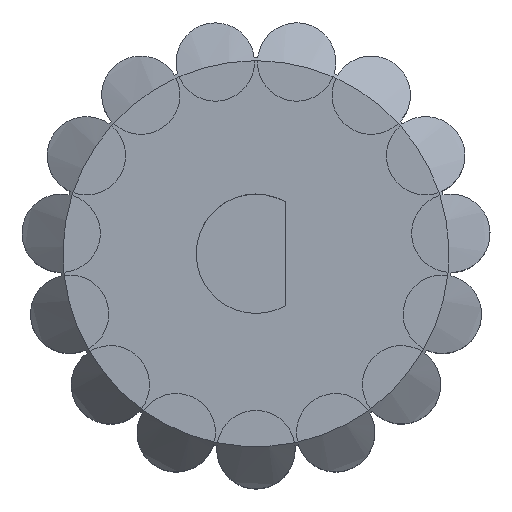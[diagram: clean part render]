
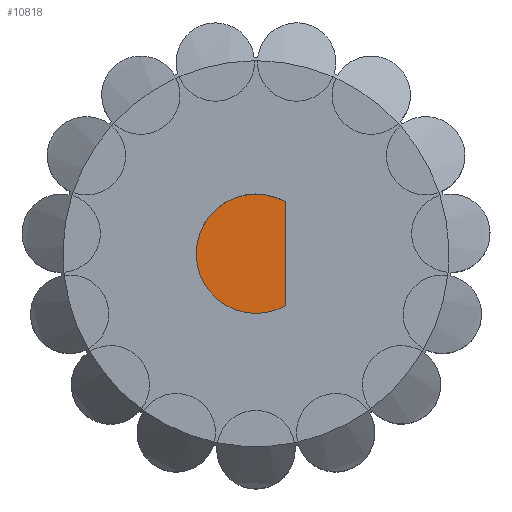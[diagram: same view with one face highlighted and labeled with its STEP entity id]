
A CAD part, top view. The second image highlights one B-rep face of the part: STEP entity #10818.
In plain terms, the highlighted planar face has unit normal (0, 0, 1).
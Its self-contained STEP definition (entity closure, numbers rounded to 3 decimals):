
#1017 = CYLINDRICAL_SURFACE('',#1018,3.05);
#1018 = AXIS2_PLACEMENT_3D('',#1019,#1020,#1021);
#1019 = CARTESIAN_POINT('',(0.,0.,0.));
#1020 = DIRECTION('',(-0.,-0.,-1.));
#1021 = DIRECTION('',(1.,0.,0.));
#1043 = PLANE('',#1044);
#1044 = AXIS2_PLACEMENT_3D('',#1045,#1046,#1047);
#1045 = CARTESIAN_POINT('',(1.5,2.656,0.));
#1046 = DIRECTION('',(1.,0.,0.));
#1047 = DIRECTION('',(0.,-1.,0.));
#5253 = VERTEX_POINT('',#5254);
#5254 = CARTESIAN_POINT('',(1.5,2.656,0.));
#5277 = VERTEX_POINT('',#5278);
#5278 = CARTESIAN_POINT('',(1.5,-2.656,0.));
#5299 = EDGE_CURVE('',#5253,#5277,#5300,.T.);
#5300 = SURFACE_CURVE('',#5301,(#5306,#5313),.PCURVE_S1.);
#5301 = CIRCLE('',#5302,3.05);
#5302 = AXIS2_PLACEMENT_3D('',#5303,#5304,#5305);
#5303 = CARTESIAN_POINT('',(0.,0.,0.));
#5304 = DIRECTION('',(0.,0.,1.));
#5305 = DIRECTION('',(1.,0.,0.));
#5306 = PCURVE('',#1017,#5307);
#5307 = DEFINITIONAL_REPRESENTATION('',(#5308),#5312);
#5308 = LINE('',#5309,#5310);
#5309 = CARTESIAN_POINT('',(-0.,0.));
#5310 = VECTOR('',#5311,1.);
#5311 = DIRECTION('',(-1.,0.));
#5312 = ( GEOMETRIC_REPRESENTATION_CONTEXT(2) 
PARAMETRIC_REPRESENTATION_CONTEXT() REPRESENTATION_CONTEXT('2D SPACE',''
  ) );
#5313 = PCURVE('',#5314,#5319);
#5314 = PLANE('',#5315);
#5315 = AXIS2_PLACEMENT_3D('',#5316,#5317,#5318);
#5316 = CARTESIAN_POINT('',(0.,0.,0.));
#5317 = DIRECTION('',(0.,0.,1.));
#5318 = DIRECTION('',(1.,0.,0.));
#5319 = DEFINITIONAL_REPRESENTATION('',(#5320),#5324);
#5320 = CIRCLE('',#5321,3.05);
#5321 = AXIS2_PLACEMENT_2D('',#5322,#5323);
#5322 = CARTESIAN_POINT('',(0.,0.));
#5323 = DIRECTION('',(1.,0.));
#5324 = ( GEOMETRIC_REPRESENTATION_CONTEXT(2) 
PARAMETRIC_REPRESENTATION_CONTEXT() REPRESENTATION_CONTEXT('2D SPACE',''
  ) );
#5332 = EDGE_CURVE('',#5253,#5277,#5333,.T.);
#5333 = SURFACE_CURVE('',#5334,(#5338,#5345),.PCURVE_S1.);
#5334 = LINE('',#5335,#5336);
#5335 = CARTESIAN_POINT('',(1.5,2.656,0.));
#5336 = VECTOR('',#5337,1.);
#5337 = DIRECTION('',(0.,-1.,0.));
#5338 = PCURVE('',#1043,#5339);
#5339 = DEFINITIONAL_REPRESENTATION('',(#5340),#5344);
#5340 = LINE('',#5341,#5342);
#5341 = CARTESIAN_POINT('',(0.,0.));
#5342 = VECTOR('',#5343,1.);
#5343 = DIRECTION('',(1.,0.));
#5344 = ( GEOMETRIC_REPRESENTATION_CONTEXT(2) 
PARAMETRIC_REPRESENTATION_CONTEXT() REPRESENTATION_CONTEXT('2D SPACE',''
  ) );
#5345 = PCURVE('',#5314,#5346);
#5346 = DEFINITIONAL_REPRESENTATION('',(#5347),#5351);
#5347 = LINE('',#5348,#5349);
#5348 = CARTESIAN_POINT('',(1.5,2.656));
#5349 = VECTOR('',#5350,1.);
#5350 = DIRECTION('',(0.,-1.));
#5351 = ( GEOMETRIC_REPRESENTATION_CONTEXT(2) 
PARAMETRIC_REPRESENTATION_CONTEXT() REPRESENTATION_CONTEXT('2D SPACE',''
  ) );
#10818 = ADVANCED_FACE('',(#10819),#5314,.T.);
#10819 = FACE_BOUND('',#10820,.T.);
#10820 = EDGE_LOOP('',(#10821,#10822));
#10821 = ORIENTED_EDGE('',*,*,#5332,.F.);
#10822 = ORIENTED_EDGE('',*,*,#5299,.T.);
